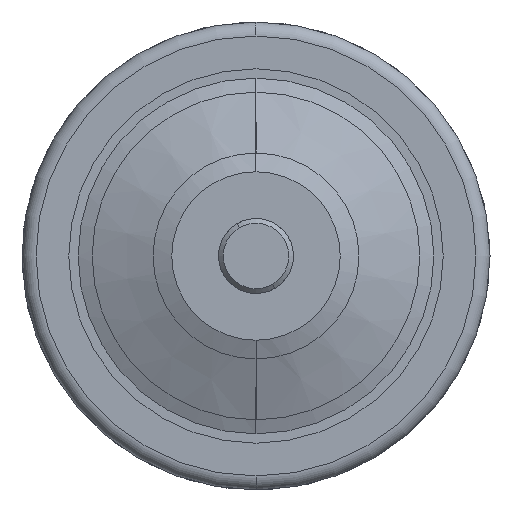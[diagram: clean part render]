
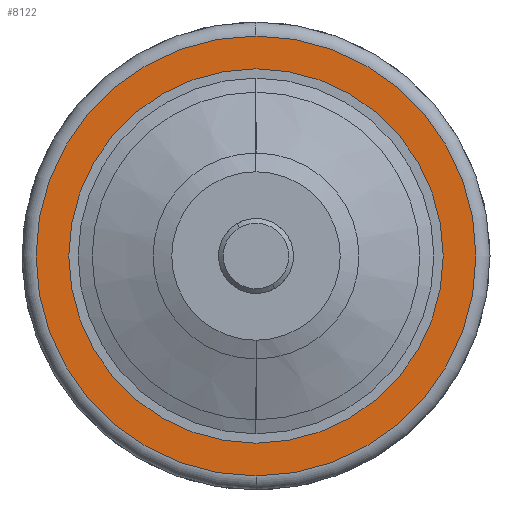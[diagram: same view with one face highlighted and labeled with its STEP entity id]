
A CAD part, left-side view. The second image highlights one B-rep face of the part: STEP entity #8122.
In plain terms, the highlighted planar face has unit normal (-1, 0, 0).
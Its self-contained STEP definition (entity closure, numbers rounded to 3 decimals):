
#78 = AXIS2_PLACEMENT_3D ( 'NONE', #7004, #3477, #10501 ) ;
#434 = EDGE_CURVE ( 'NONE', #8995, #3945, #1068, .T. ) ;
#729 = AXIS2_PLACEMENT_3D ( 'NONE', #3077, #7477, #4802 ) ;
#1068 = CIRCLE ( 'NONE', #9803, 23.5 ) ;
#1473 = CARTESIAN_POINT ( 'NONE',  ( -6., 0., 0. ) ) ;
#2020 = VERTEX_POINT ( 'NONE', #4332 ) ;
#2392 = CARTESIAN_POINT ( 'NONE',  ( -6., 0., 0. ) ) ;
#3077 = CARTESIAN_POINT ( 'NONE',  ( -6., 0., 0. ) ) ;
#3197 = EDGE_CURVE ( 'NONE', #3945, #8995, #11214, .T. ) ;
#3477 = DIRECTION ( 'NONE',  ( 1., 0., 0. ) ) ;
#3849 = CIRCLE ( 'NONE', #729, 20. ) ;
#3945 = VERTEX_POINT ( 'NONE', #6895 ) ;
#4125 = DIRECTION ( 'NONE',  ( 0., 0., -1. ) ) ;
#4163 = ORIENTED_EDGE ( 'NONE', *, *, #434, .T. ) ;
#4332 = CARTESIAN_POINT ( 'NONE',  ( -6., 0., -20. ) ) ;
#4403 = EDGE_CURVE ( 'NONE', #7952, #2020, #9667, .T. ) ;
#4607 = DIRECTION ( 'NONE',  ( -1., 0., 0. ) ) ;
#4699 = AXIS2_PLACEMENT_3D ( 'NONE', #6267, #4607, #5509 ) ;
#4802 = DIRECTION ( 'NONE',  ( 0., 0., 1. ) ) ;
#4960 = DIRECTION ( 'NONE',  ( 0., 0., 1. ) ) ;
#5509 = DIRECTION ( 'NONE',  ( 0., 0., -1. ) ) ;
#6267 = CARTESIAN_POINT ( 'NONE',  ( -6., 0., 0. ) ) ;
#6753 = ORIENTED_EDGE ( 'NONE', *, *, #3197, .T. ) ;
#6895 = CARTESIAN_POINT ( 'NONE',  ( -6., 0., 23.5 ) ) ;
#7004 = CARTESIAN_POINT ( 'NONE',  ( -6., 25., 0. ) ) ;
#7246 = FACE_OUTER_BOUND ( 'NONE', #11025, .T. ) ;
#7468 = DIRECTION ( 'NONE',  ( -1., 0., 0. ) ) ;
#7477 = DIRECTION ( 'NONE',  ( -1., 0., 0. ) ) ;
#7776 = EDGE_CURVE ( 'NONE', #2020, #7952, #3849, .T. ) ;
#7913 = ORIENTED_EDGE ( 'NONE', *, *, #7776, .F. ) ;
#7952 = VERTEX_POINT ( 'NONE', #8545 ) ;
#8024 = AXIS2_PLACEMENT_3D ( 'NONE', #1473, #7468, #4960 ) ;
#8122 = ADVANCED_FACE ( 'NONE', ( #7246, #9862 ), #9546, .F. ) ;
#8545 = CARTESIAN_POINT ( 'NONE',  ( -6., 0., 20. ) ) ;
#8995 = VERTEX_POINT ( 'NONE', #10798 ) ;
#9005 = EDGE_LOOP ( 'NONE', ( #10840, #7913 ) ) ;
#9546 = PLANE ( 'NONE',  #78 ) ;
#9667 = CIRCLE ( 'NONE', #8024, 20. ) ;
#9803 = AXIS2_PLACEMENT_3D ( 'NONE', #2392, #10284, #4125 ) ;
#9862 = FACE_BOUND ( 'NONE', #9005, .T. ) ;
#10284 = DIRECTION ( 'NONE',  ( -1., 0., 0. ) ) ;
#10501 = DIRECTION ( 'NONE',  ( 0., 0., -1. ) ) ;
#10798 = CARTESIAN_POINT ( 'NONE',  ( -6., 0., -23.5 ) ) ;
#10840 = ORIENTED_EDGE ( 'NONE', *, *, #4403, .F. ) ;
#11025 = EDGE_LOOP ( 'NONE', ( #4163, #6753 ) ) ;
#11214 = CIRCLE ( 'NONE', #4699, 23.5 ) ;
